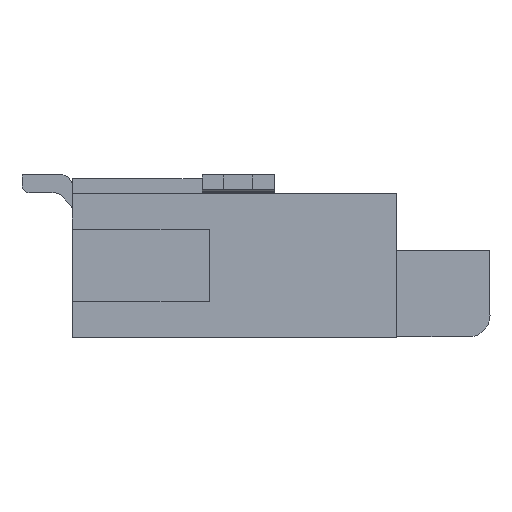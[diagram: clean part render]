
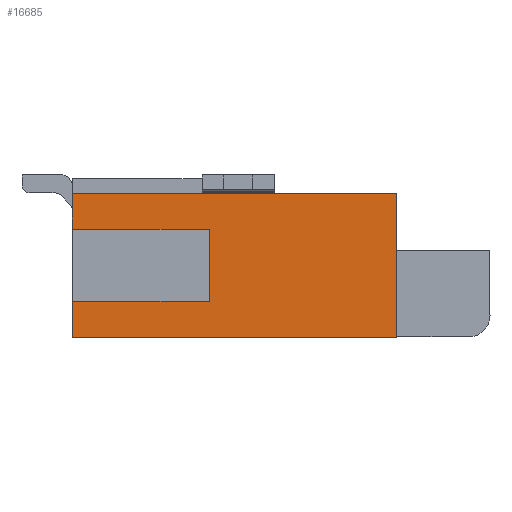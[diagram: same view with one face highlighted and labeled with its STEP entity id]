
A CAD part, left-side view. The second image highlights one B-rep face of the part: STEP entity #16685.
In plain terms, the highlighted face is planar.
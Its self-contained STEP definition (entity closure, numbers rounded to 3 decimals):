
#801=PLANE('',#17671);
#1601=FACE_OUTER_BOUND('',#2452,.T.);
#2452=EDGE_LOOP('',(#14950,#14951,#14952,#14953,#14954,#14955,#14956,#14957));
#3097=LINE('',#23140,#5232);
#3166=LINE('',#23279,#5301);
#3184=LINE('',#23315,#5319);
#3188=LINE('',#23322,#5323);
#4558=LINE('',#26087,#6693);
#4559=LINE('',#26089,#6694);
#4560=LINE('',#26090,#6695);
#4561=LINE('',#26091,#6696);
#5232=VECTOR('',#19063,4.5);
#5301=VECTOR('',#19182,4.5);
#5319=VECTOR('',#19214,0.5);
#5323=VECTOR('',#19218,0.49);
#6693=VECTOR('',#21552,1.9);
#6694=VECTOR('',#21553,1.);
#6695=VECTOR('',#21554,1.9);
#6696=VECTOR('',#21555,1.99);
#7338=VERTEX_POINT('',#23137);
#7339=VERTEX_POINT('',#23139);
#7383=VERTEX_POINT('',#23276);
#7384=VERTEX_POINT('',#23278);
#7395=VERTEX_POINT('',#23314);
#7398=VERTEX_POINT('',#23320);
#8311=VERTEX_POINT('',#26086);
#8312=VERTEX_POINT('',#26088);
#9071=EDGE_CURVE('',#7339,#7338,#3097,.T.);
#9140=EDGE_CURVE('',#7383,#7384,#3166,.T.);
#9158=EDGE_CURVE('',#7384,#7395,#3184,.T.);
#9162=EDGE_CURVE('',#7398,#7338,#3188,.T.);
#10532=EDGE_CURVE('',#8311,#7398,#4558,.T.);
#10533=EDGE_CURVE('',#8312,#8311,#4559,.T.);
#10534=EDGE_CURVE('',#7395,#8312,#4560,.T.);
#10535=EDGE_CURVE('',#7339,#7383,#4561,.T.);
#14950=ORIENTED_EDGE('',*,*,#10532,.F.);
#14951=ORIENTED_EDGE('',*,*,#10533,.F.);
#14952=ORIENTED_EDGE('',*,*,#10534,.F.);
#14953=ORIENTED_EDGE('',*,*,#9158,.F.);
#14954=ORIENTED_EDGE('',*,*,#9140,.F.);
#14955=ORIENTED_EDGE('',*,*,#10535,.F.);
#14956=ORIENTED_EDGE('',*,*,#9071,.T.);
#14957=ORIENTED_EDGE('',*,*,#9162,.F.);
#16685=ADVANCED_FACE('',(#1601),#801,.T.);
#17671=AXIS2_PLACEMENT_3D('',#26085,#21550,#21551);
#19063=DIRECTION('',(0.,0.,-1.));
#19182=DIRECTION('',(0.,0.,-1.));
#19214=DIRECTION('',(0.,-1.,0.));
#19218=DIRECTION('',(0.,-1.,0.));
#21550=DIRECTION('center_axis',(1.,0.,0.));
#21551=DIRECTION('ref_axis',(0.,1.,0.));
#21552=DIRECTION('',(0.,0.,-1.));
#21553=DIRECTION('',(0.,-1.,0.));
#21554=DIRECTION('',(0.,0.,1.));
#21555=DIRECTION('',(0.,1.,0.));
#23137=CARTESIAN_POINT('',(8.05,0.21,-4.5));
#23139=CARTESIAN_POINT('',(8.05,0.21,0.));
#23140=CARTESIAN_POINT('',(8.05,0.21,0.));
#23276=CARTESIAN_POINT('',(8.05,2.2,0.));
#23278=CARTESIAN_POINT('',(8.05,2.2,-4.5));
#23279=CARTESIAN_POINT('',(8.05,2.2,0.));
#23314=CARTESIAN_POINT('',(8.05,1.7,-4.5));
#23315=CARTESIAN_POINT('',(8.05,2.2,-4.5));
#23320=CARTESIAN_POINT('',(8.05,0.7,-4.5));
#23322=CARTESIAN_POINT('',(8.05,0.7,-4.5));
#26085=CARTESIAN_POINT('Origin',(8.05,2.2,-4.5));
#26086=CARTESIAN_POINT('',(8.05,0.7,-2.6));
#26087=CARTESIAN_POINT('',(8.05,0.7,-2.6));
#26088=CARTESIAN_POINT('',(8.05,1.7,-2.6));
#26089=CARTESIAN_POINT('',(8.05,1.7,-2.6));
#26090=CARTESIAN_POINT('',(8.05,1.7,-4.5));
#26091=CARTESIAN_POINT('',(8.05,0.21,0.));
